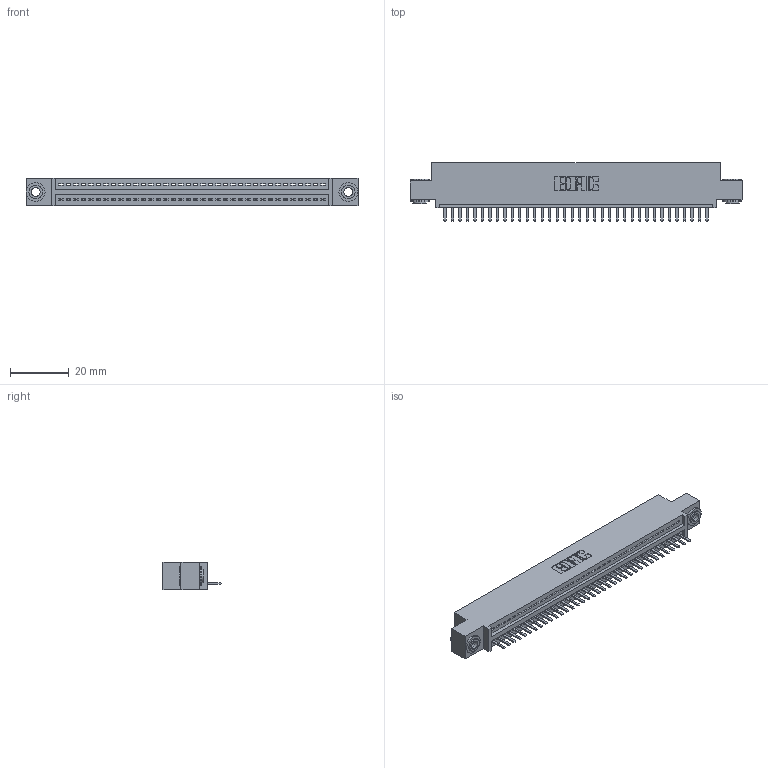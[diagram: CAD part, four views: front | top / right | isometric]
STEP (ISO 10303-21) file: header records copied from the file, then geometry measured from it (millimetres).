
FILE_DESCRIPTION (( 'STEP AP203' ), '1' );
FILE_NAME ('345-036-520-403.STEP', '2019-10-07T22:18:10', ( '' ), ( '' ), 'SwSTEP 2.0', 'SolidWorks 2016', '' );
FILE_SCHEMA (( 'CONFIG_CONTROL_DESIGN' ));
Length unit declared in the file: inch
Products named in the file (4): 345-036-520-403; 345-250-002_345-250-002-102; 345-292-001_345-293-120; 345 Part_0.110 Offset - 0.156 Dia-TH
Assembly tree (39 placements, depth 2):
  345-036-520-403
    345 Part_0.110 Offset - 0.156 Dia-TH
    345-292-001_345-293-120  x36
    345-250-002_345-250-002-102  x2
Bounding box: 112.65 x 19.68 x 9.4 mm (x, y, z)
Volume: 10492.8 mm3; surface area: 13820.1 mm2
Topology: 39 solids, 39 shells, 2400 faces, 7053 edges, 4602 vertices
Faces by surface type: plane 1606, cylinder 786, cone 8
Entity records: 28798 total; most frequent: CARTESIAN_POINT 4979, ORIENTED_EDGE 4930, DIRECTION 4375, EDGE_CURVE 2465, VECTOR 2161, LINE 2161, VERTEX_POINT 1638, AXIS2_PLACEMENT_3D 1107
